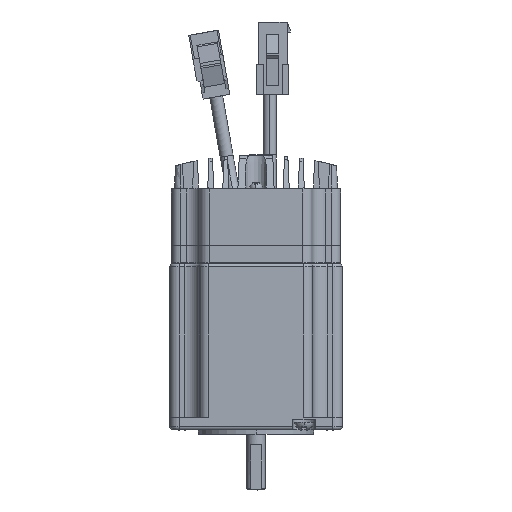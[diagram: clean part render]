
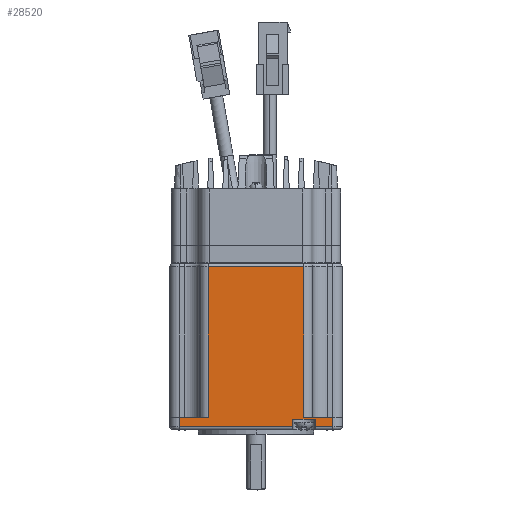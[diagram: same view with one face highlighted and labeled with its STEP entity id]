
A CAD part, front view. The second image highlights one B-rep face of the part: STEP entity #28520.
In plain terms, the highlighted planar face has unit normal (0, -1, 0).
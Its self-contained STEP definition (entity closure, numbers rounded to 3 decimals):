
#1026 = ORIENTED_EDGE ( 'NONE', *, *, #13425, .T. ) ;
#1027 = ORIENTED_EDGE ( 'NONE', *, *, #13427, .T. ) ;
#1028 = ORIENTED_EDGE ( 'NONE', *, *, #13429, .T. ) ;
#1029 = ORIENTED_EDGE ( 'NONE', *, *, #13431, .T. ) ;
#1030 = ORIENTED_EDGE ( 'NONE', *, *, #13433, .T. ) ;
#1031 = ORIENTED_EDGE ( 'NONE', *, *, #26100, .T. ) ;
#1032 = ORIENTED_EDGE ( 'NONE', *, *, #26098, .F. ) ;
#1033 = ORIENTED_EDGE ( 'NONE', *, *, #13418, .T. ) ;
#1034 = ORIENTED_EDGE ( 'NONE', *, *, #13442, .T. ) ;
#1035 = ORIENTED_EDGE ( 'NONE', *, *, #13450, .T. ) ;
#1036 = ORIENTED_EDGE ( 'NONE', *, *, #13422, .T. ) ;
#1037 = ORIENTED_EDGE ( 'NONE', *, *, #13423, .T. ) ;
#3977 = LINE ( 'NONE', #17371, #3985 ) ;
#3980 = LINE ( 'NONE', #17360, #3982 ) ;
#3982 = VECTOR ( 'NONE', #17361, 1000. ) ;
#3985 = VECTOR ( 'NONE', #17365, 1000. ) ;
#4575 = FACE_OUTER_BOUND ( 'NONE', #12280, .T. ) ;
#6269 = CARTESIAN_POINT ( 'NONE',  ( 28.5, -28.5, -37. ) ) ;
#6274 = PLANE ( 'NONE',  #14647 ) ;
#6277 = DIRECTION ( 'NONE',  ( 0., -1., 0. ) ) ;
#6278 = DIRECTION ( 'NONE',  ( -1., 0., 0. ) ) ;
#7394 = LINE ( 'NONE', #33426, #7399 ) ;
#7399 = VECTOR ( 'NONE', #33433, 1000. ) ;
#7401 = LINE ( 'NONE', #33467, #7405 ) ;
#7403 = LINE ( 'NONE', #33475, #7410 ) ;
#7404 = LINE ( 'NONE', #33471, #7407 ) ;
#7405 = VECTOR ( 'NONE', #33482, 1000. ) ;
#7407 = VECTOR ( 'NONE', #33472, 1000. ) ;
#7408 = LINE ( 'NONE', #33473, #7414 ) ;
#7410 = VECTOR ( 'NONE', #33465, 1000. ) ;
#7411 = LINE ( 'NONE', #33474, #7418 ) ;
#7414 = VECTOR ( 'NONE', #33516, 1000. ) ;
#7415 = LINE ( 'NONE', #33510, #7421 ) ;
#7418 = VECTOR ( 'NONE', #33455, 1000. ) ;
#7419 = LINE ( 'NONE', #33512, #7425 ) ;
#7421 = VECTOR ( 'NONE', #33484, 1000. ) ;
#7425 = VECTOR ( 'NONE', #33511, 1000. ) ;
#7435 = LINE ( 'NONE', #33404, #7439 ) ;
#7439 = VECTOR ( 'NONE', #33513, 1000. ) ;
#7448 = LINE ( 'NONE', #33488, #7451 ) ;
#7451 = VECTOR ( 'NONE', #33487, 1000. ) ;
#12280 = EDGE_LOOP ( 'NONE', ( #1037, #1036, #1035, #1034, #1033, #1032, #1031, #1030, #1029, #1028, #1027, #1026 ) ) ;
#13418 = EDGE_CURVE ( 'NONE', #29473, #29461, #7394, .T. ) ;
#13422 = EDGE_CURVE ( 'NONE', #29460, #29528, #7401, .T. ) ;
#13423 = EDGE_CURVE ( 'NONE', #29458, #29460, #7404, .T. ) ;
#13425 = EDGE_CURVE ( 'NONE', #29459, #29458, #7403, .T. ) ;
#13427 = EDGE_CURVE ( 'NONE', #29462, #29459, #7408, .T. ) ;
#13429 = EDGE_CURVE ( 'NONE', #29525, #29462, #7411, .T. ) ;
#13431 = EDGE_CURVE ( 'NONE', #29463, #29525, #7415, .T. ) ;
#13433 = EDGE_CURVE ( 'NONE', #29469, #29463, #7419, .T. ) ;
#13442 = EDGE_CURVE ( 'NONE', #29478, #29473, #7435, .T. ) ;
#13450 = EDGE_CURVE ( 'NONE', #29528, #29478, #7448, .T. ) ;
#14647 = AXIS2_PLACEMENT_3D ( 'NONE', #6269, #6277, #6278 ) ;
#17360 = CARTESIAN_POINT ( 'NONE',  ( 0., -28.5, -38. ) ) ;
#17361 = DIRECTION ( 'NONE',  ( 1., 0., 0. ) ) ;
#17365 = DIRECTION ( 'NONE',  ( 0., 0., -1. ) ) ;
#17371 = CARTESIAN_POINT ( 'NONE',  ( -15.77, -28.5, -64.5 ) ) ;
#26098 = EDGE_CURVE ( 'NONE', #29441, #29461, #3980, .T. ) ;
#26100 = EDGE_CURVE ( 'NONE', #29441, #29469, #3977, .T. ) ;
#27234 = CARTESIAN_POINT ( 'NONE',  ( -15.77, -28.5, -38. ) ) ;
#27251 = CARTESIAN_POINT ( 'NONE',  ( 19.6, -28.5, -88.5 ) ) ;
#27252 = CARTESIAN_POINT ( 'NONE',  ( 12.2, -28.5, -88.5 ) ) ;
#27253 = CARTESIAN_POINT ( 'NONE',  ( 19.6, -28.5, -91. ) ) ;
#27254 = CARTESIAN_POINT ( 'NONE',  ( 15.77, -28.5, -38. ) ) ;
#27255 = CARTESIAN_POINT ( 'NONE',  ( 12.2, -28.5, -91. ) ) ;
#27256 = CARTESIAN_POINT ( 'NONE',  ( -25.5, -28.5, -88. ) ) ;
#27262 = CARTESIAN_POINT ( 'NONE',  ( -15.77, -28.5, -88. ) ) ;
#27266 = CARTESIAN_POINT ( 'NONE',  ( 15.77, -28.5, -88. ) ) ;
#27271 = CARTESIAN_POINT ( 'NONE',  ( 25.5, -28.5, -88. ) ) ;
#27318 = CARTESIAN_POINT ( 'NONE',  ( -25.5, -28.5, -91. ) ) ;
#27321 = CARTESIAN_POINT ( 'NONE',  ( 25.5, -28.5, -91. ) ) ;
#28520 = ADVANCED_FACE ( 'NONE', ( #4575 ), #6274, .T. ) ;
#29441 = VERTEX_POINT ( 'NONE', #27234 ) ;
#29458 = VERTEX_POINT ( 'NONE', #27251 ) ;
#29459 = VERTEX_POINT ( 'NONE', #27252 ) ;
#29460 = VERTEX_POINT ( 'NONE', #27253 ) ;
#29461 = VERTEX_POINT ( 'NONE', #27254 ) ;
#29462 = VERTEX_POINT ( 'NONE', #27255 ) ;
#29463 = VERTEX_POINT ( 'NONE', #27256 ) ;
#29469 = VERTEX_POINT ( 'NONE', #27262 ) ;
#29473 = VERTEX_POINT ( 'NONE', #27266 ) ;
#29478 = VERTEX_POINT ( 'NONE', #27271 ) ;
#29525 = VERTEX_POINT ( 'NONE', #27318 ) ;
#29528 = VERTEX_POINT ( 'NONE', #27321 ) ;
#33404 = CARTESIAN_POINT ( 'NONE',  ( 0., -28.5, -88. ) ) ;
#33426 = CARTESIAN_POINT ( 'NONE',  ( 15.77, -28.5, -64.5 ) ) ;
#33433 = DIRECTION ( 'NONE',  ( 0., 0., 1. ) ) ;
#33455 = DIRECTION ( 'NONE',  ( 1., 0., 0. ) ) ;
#33465 = DIRECTION ( 'NONE',  ( 1., 0., 0. ) ) ;
#33467 = CARTESIAN_POINT ( 'NONE',  ( 0., -28.5, -91. ) ) ;
#33471 = CARTESIAN_POINT ( 'NONE',  ( 19.6, -28.5, -64.5 ) ) ;
#33472 = DIRECTION ( 'NONE',  ( 0., 0., -1. ) ) ;
#33473 = CARTESIAN_POINT ( 'NONE',  ( 12.2, -28.5, -64.5 ) ) ;
#33474 = CARTESIAN_POINT ( 'NONE',  ( 0., -28.5, -91. ) ) ;
#33475 = CARTESIAN_POINT ( 'NONE',  ( 0., -28.5, -88.5 ) ) ;
#33482 = DIRECTION ( 'NONE',  ( 1., 0., 0. ) ) ;
#33484 = DIRECTION ( 'NONE',  ( 0., 0., -1. ) ) ;
#33487 = DIRECTION ( 'NONE',  ( 0., 0., 1. ) ) ;
#33488 = CARTESIAN_POINT ( 'NONE',  ( 25.5, -28.5, -64.5 ) ) ;
#33510 = CARTESIAN_POINT ( 'NONE',  ( -25.5, -28.5, -64.5 ) ) ;
#33511 = DIRECTION ( 'NONE',  ( -1., 0., 0. ) ) ;
#33512 = CARTESIAN_POINT ( 'NONE',  ( 0., -28.5, -88. ) ) ;
#33513 = DIRECTION ( 'NONE',  ( -1., 0., 0. ) ) ;
#33516 = DIRECTION ( 'NONE',  ( 0., 0., 1. ) ) ;
